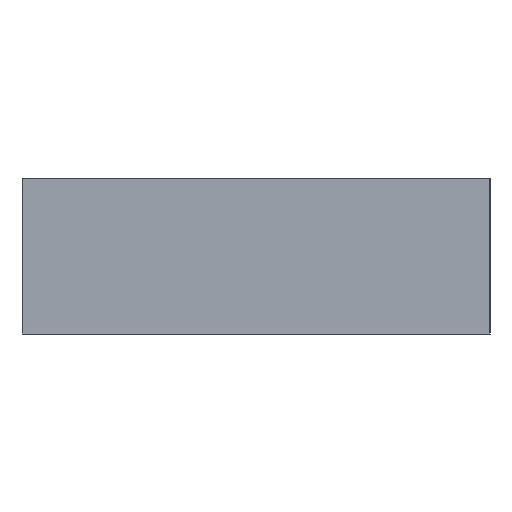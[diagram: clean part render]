
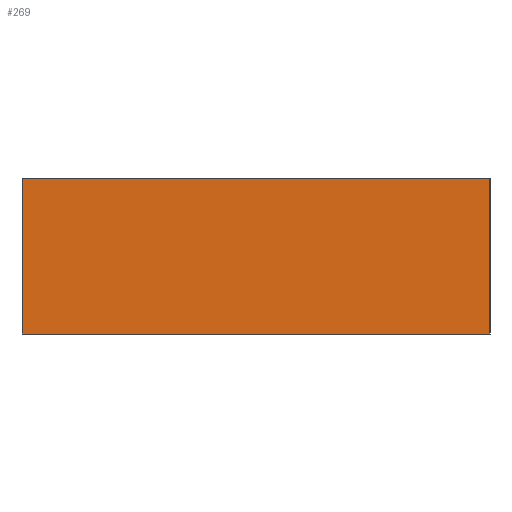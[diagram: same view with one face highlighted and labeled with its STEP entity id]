
A CAD part, left-side view. The second image highlights one B-rep face of the part: STEP entity #269.
In plain terms, the highlighted planar face has unit normal (-1, 0, 0).
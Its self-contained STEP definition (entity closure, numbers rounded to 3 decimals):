
#21=LINE('',#446,#33);
#22=LINE('',#449,#34);
#23=LINE('',#451,#35);
#24=LINE('',#452,#36);
#33=VECTOR('',#374,10.);
#34=VECTOR('',#377,30.);
#35=VECTOR('',#378,30.);
#36=VECTOR('',#379,10.);
#44=PLANE('',#304);
#82=FACE_OUTER_BOUND('',#110,.T.);
#110=EDGE_LOOP('',(#222,#223,#224,#225));
#160=VERTEX_POINT('',#442);
#161=VERTEX_POINT('',#444);
#162=VERTEX_POINT('',#448);
#163=VERTEX_POINT('',#450);
#186=EDGE_CURVE('',#160,#161,#21,.T.);
#187=EDGE_CURVE('',#160,#162,#22,.T.);
#188=EDGE_CURVE('',#163,#161,#23,.T.);
#189=EDGE_CURVE('',#162,#163,#24,.T.);
#222=ORIENTED_EDGE('',*,*,#187,.F.);
#223=ORIENTED_EDGE('',*,*,#186,.T.);
#224=ORIENTED_EDGE('',*,*,#188,.F.);
#225=ORIENTED_EDGE('',*,*,#189,.F.);
#269=ADVANCED_FACE('',(#82),#44,.T.);
#304=AXIS2_PLACEMENT_3D('',#447,#375,#376);
#374=DIRECTION('',(0.,0.,1.));
#375=DIRECTION('center_axis',(-1.,0.,0.));
#376=DIRECTION('ref_axis',(0.,-1.,0.));
#377=DIRECTION('',(0.,1.,0.));
#378=DIRECTION('',(0.,-1.,0.));
#379=DIRECTION('',(0.,0.,1.));
#442=CARTESIAN_POINT('',(-82.5,-15.,0.));
#444=CARTESIAN_POINT('',(-82.5,-15.,10.));
#446=CARTESIAN_POINT('',(-82.5,-15.,0.));
#447=CARTESIAN_POINT('Origin',(-82.5,15.,0.));
#448=CARTESIAN_POINT('',(-82.5,15.,0.));
#449=CARTESIAN_POINT('',(-82.5,-15.,0.));
#450=CARTESIAN_POINT('',(-82.5,15.,10.));
#451=CARTESIAN_POINT('',(-82.5,-15.,10.));
#452=CARTESIAN_POINT('',(-82.5,15.,0.));
